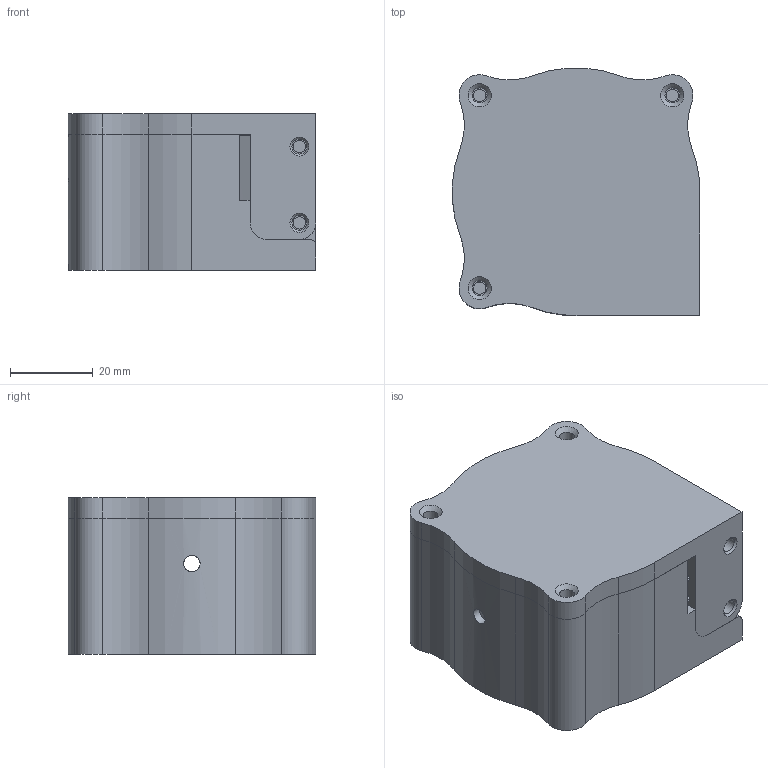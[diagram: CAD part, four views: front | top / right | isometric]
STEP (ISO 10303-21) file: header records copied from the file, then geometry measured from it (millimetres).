
FILE_DESCRIPTION(/* description */ (''),/* implementation_level */ '2;1');
FILE_NAME(/* name */ 'Housing.step',/* time_stamp */ '2021-03-31T10:09:43-07:00',/* author */ (''),/* organization */ (''),/* preprocessor_version */ 'ST-DEVELOPER v18.1',/* originating_system */ 'Autodesk Translation Framework v9.10.0.1330',/* authorisation */ '');
FILE_SCHEMA (('AUTOMOTIVE_DESIGN { 1 0 10303 214 3 1 1 }'));
Length unit declared in the file: millimetre
Products named in the file (1): Pulley Housing
Bounding box: 60 x 59.92 x 38 mm (x, y, z)
Volume: 54177.8 mm3; surface area: 27871.8 mm2
Topology: 2 solids, 2 shells, 105 faces, 282 edges, 189 vertices
Faces by surface type: cylinder 61, plane 38, cone 6
Full cylindrical faces by diameter (mm): 3 x5, 3.6 x5, 4 x2, 5.5 x4, 10 x4, 32 x1, 56 x1
Entity records: 3552 total; most frequent: CARTESIAN_POINT 717, DIRECTION 618, ORIENTED_EDGE 564, EDGE_CURVE 282, AXIS2_PLACEMENT_3D 242, VERTEX_POINT 189, EDGE_LOOP 137, CIRCLE 136
